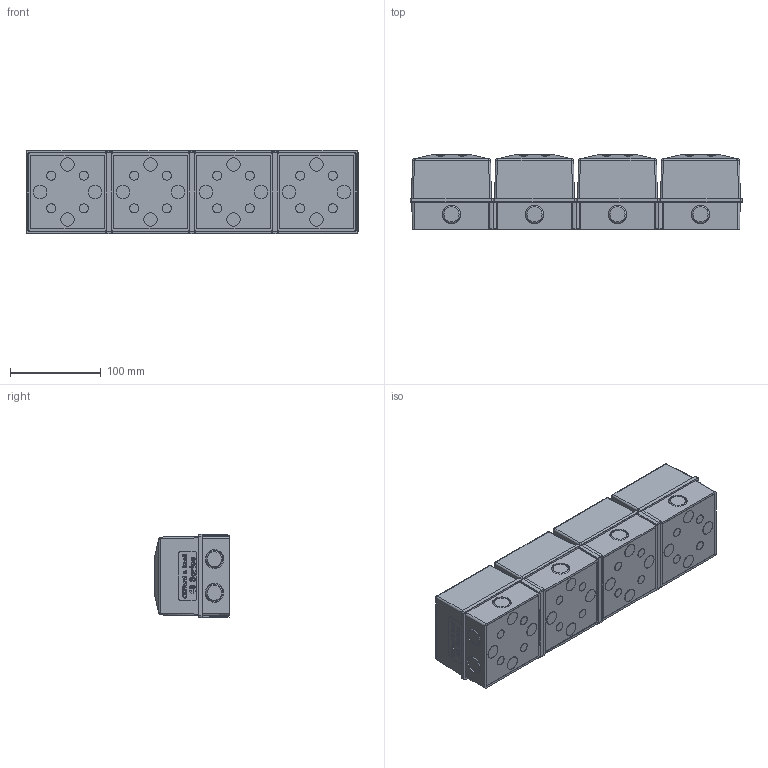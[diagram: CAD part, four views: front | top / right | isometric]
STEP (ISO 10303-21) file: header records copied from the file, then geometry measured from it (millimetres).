
FILE_DESCRIPTION (( 'STEP AP214' ), '1' );
FILE_NAME ('40 Series Quad.STEP', '2021-05-18T16:32:20', ( '' ), ( '' ), 'SwSTEP 2.0', 'SolidWorks 2021', '' );
FILE_SCHEMA (( 'AUTOMOTIVE_DESIGN' ));
Length unit declared in the file: millimetre
Products named in the file (1): 40 Series Quad
Bounding box: 365.7 x 82.45 x 91.5 mm (x, y, z)
Volume: 2466935.4 mm3; surface area: 277429.9 mm2
Topology: 36 solids, 36 shells, 1482 faces, 3558 edges, 2282 vertices
Faces by surface type: plane 703, cylinder 369, bspline 224, cone 138, sphere 32, torus 16
Entity records: 69295 total; most frequent: CARTESIAN_POINT 20057, ORIENTED_EDGE 7084, DIRECTION 6088, EDGE_CURVE 3542, VERTEX_POINT 2282, LINE 2054, VECTOR 2054, AXIS2_PLACEMENT_3D 2017
